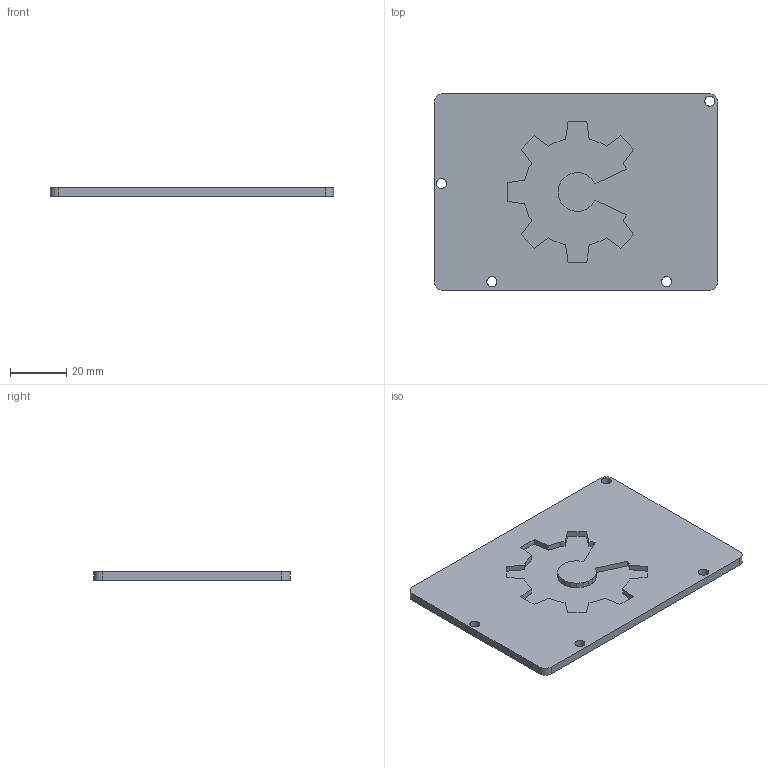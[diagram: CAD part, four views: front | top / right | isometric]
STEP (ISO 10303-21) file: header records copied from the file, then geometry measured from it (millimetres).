
FILE_DESCRIPTION(('FreeCAD Model'),'2;1');
FILE_NAME('board-cover-x1.step','2021-05-20T18:04:20',( 'Author'),(''),'Open CASCADE STEP processor 7.3','FreeCAD','Unknown' );
FILE_SCHEMA(('AUTOMOTIVE_DESIGN { 1 0 10303 214 1 1 1 1 }'));
Length unit declared in the file: millimetre
Products named in the file (1): cover
Bounding box: 101 x 70 x 3 mm (x, y, z)
Volume: 18691.3 mm3; surface area: 15672.5 mm2
Topology: 1 solids, 1 shells, 73 faces, 210 edges, 140 vertices
Faces by surface type: plane 65, cylinder 8
Full cylindrical faces by diameter (mm): 3.6 x4
Entity records: 5525 total; most frequent: CARTESIAN_POINT 984, DIRECTION 674, LINE 482, VECTOR 482, ORIENTED_EDGE 420, PCURVE 420, DEFINITIONAL_REPRESENTATION 420, EDGE_CURVE 210
